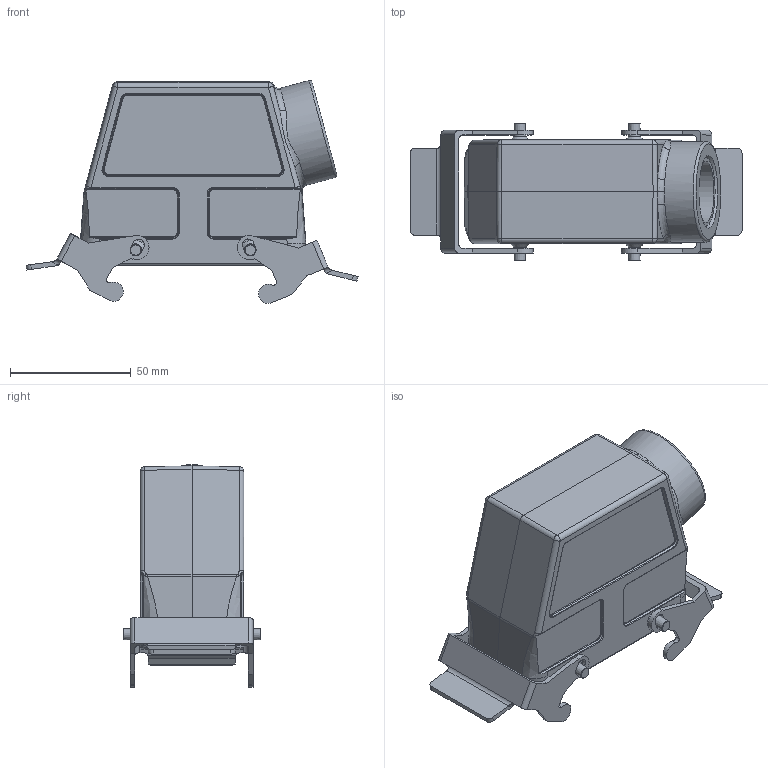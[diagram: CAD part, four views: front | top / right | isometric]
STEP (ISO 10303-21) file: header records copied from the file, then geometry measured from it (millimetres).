
FILE_DESCRIPTION((''),'2;1');
FILE_NAME('04300160563.stp','2020-07-07T14:51:34',('e.eickhoff'),(''),'Autodesk Inventor 2012','Autodesk Inventor 2012','');
FILE_SCHEMA(('AUTOMOTIVE_DESIGN { 1 0 10303 214 1 1 1 1 }'));
Length unit declared in the file: millimetre
Products named in the file (4): 04300160563; Metallbügel Quer; M25-PG21 Adapter
Assembly tree (4 placements, depth 2):
  04300160563
    04300160563
    Metallbügel Quer  x2
    M25-PG21 Adapter
Bounding box: 137.69 x 57.2 x 92.46 mm (x, y, z)
Volume: 92949.9 mm3; surface area: 57257.5 mm2
Topology: 4 solids, 4 shells, 546 faces, 1938 edges, 1999 vertices
Faces by surface type: plane 221, cylinder 169, bspline 66, torus 43, cone 41, sphere 6
Full cylindrical faces by diameter (mm): 3 x4, 23.6 x1, 25.5 x1, 28.3 x1, 29 x1, 41.65 x1
Entity records: 21608 total; most frequent: CARTESIAN_POINT 6638, DIRECTION 2860, ORIENTED_EDGE 2324, EDGE_CURVE 1162, AXIS2_PLACEMENT_3D 1057, VECTOR 746, LINE 746, VERTEX_POINT 726
